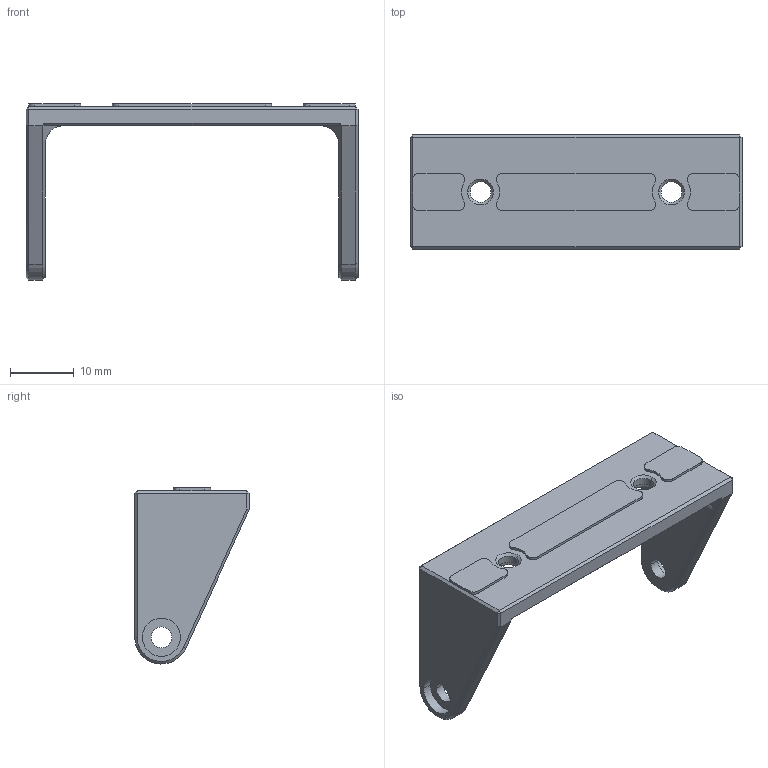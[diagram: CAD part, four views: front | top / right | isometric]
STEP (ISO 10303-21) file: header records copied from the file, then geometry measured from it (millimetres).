
FILE_DESCRIPTION (( 'STEP AP214' ), '1' );
FILE_NAME ('32mm Camera Module 2020 Extrusion Mount, Extrusion Attachment.STEP', '2023-01-22T06:10:54', ( '' ), ( '' ), 'SwSTEP 2.0', 'SolidWorks 2023', '' );
FILE_SCHEMA (( 'AUTOMOTIVE_DESIGN' ));
Length unit declared in the file: millimetre
Products named in the file (1): 32mm Camera Module 2020 Extrusion Mount, Extrusion Attachment
Bounding box: 52.2 x 18 x 27.68 mm (x, y, z)
Volume: 4499.9 mm3; surface area: 3716 mm2
Topology: 1 solids, 1 shells, 95 faces, 234 edges, 146 vertices
Faces by surface type: plane 45, cylinder 42, cone 8
Entity records: 3880 total; most frequent: DIRECTION 508, CARTESIAN_POINT 494, ORIENTED_EDGE 468, EDGE_CURVE 234, AXIS2_PLACEMENT_3D 184, VERTEX_POINT 146, VECTOR 140, LINE 140
